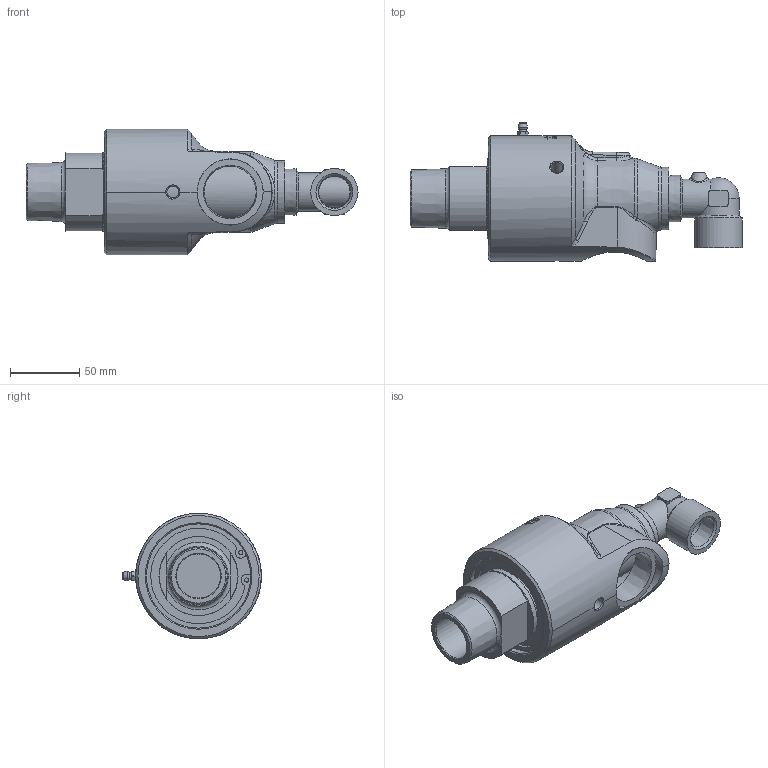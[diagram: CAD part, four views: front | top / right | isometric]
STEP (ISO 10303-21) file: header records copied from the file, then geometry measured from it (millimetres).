
FILE_DESCRIPTION(/* description */ (''),/* implementation_level */ '2;1');
FILE_NAME(/* name */ '525-000-002007-IC.stp',/* time_stamp */ '2020-05-13T13:11:50-05:00',/* author */ ('GALINDOLM'),/* organization */ (''),/* preprocessor_version */ 'ST-DEVELOPER v18',/* originating_system */ 'Autodesk Inventor 2020',/* authorisation */ '');
FILE_SCHEMA (('AUTOMOTIVE_DESIGN { 1 0 10303 214 3 1 1 }'));
Length unit declared in the file: millimetre
Products named in the file (1): 525-000-002007-IC
Bounding box: 239.13 x 99.91 x 90.5 mm (x, y, z)
Volume: 663331.1 mm3; surface area: 78464.7 mm2
Topology: 1 solids, 3 shells, 520 faces, 1386 edges, 916 vertices
Faces by surface type: bspline 249, plane 123, cylinder 92, cone 44, torus 11, sphere 1
Full cylindrical faces by diameter (mm): 2.005 x1, 3 x2, 3.5 x1, 5.359 x1, 8.6 x3, 22.631 x1, 28 x1, 31.8 x1, 34 x1, 47.6 x1, 50.05 x1, 57 x1, 75.08 x1
Entity records: 31277 total; most frequent: CARTESIAN_POINT 19431, ORIENTED_EDGE 2764, DIRECTION 1825, EDGE_CURVE 1382, VERTEX_POINT 916, AXIS2_PLACEMENT_3D 698, EDGE_LOOP 570, FACE_OUTER_BOUND 520
